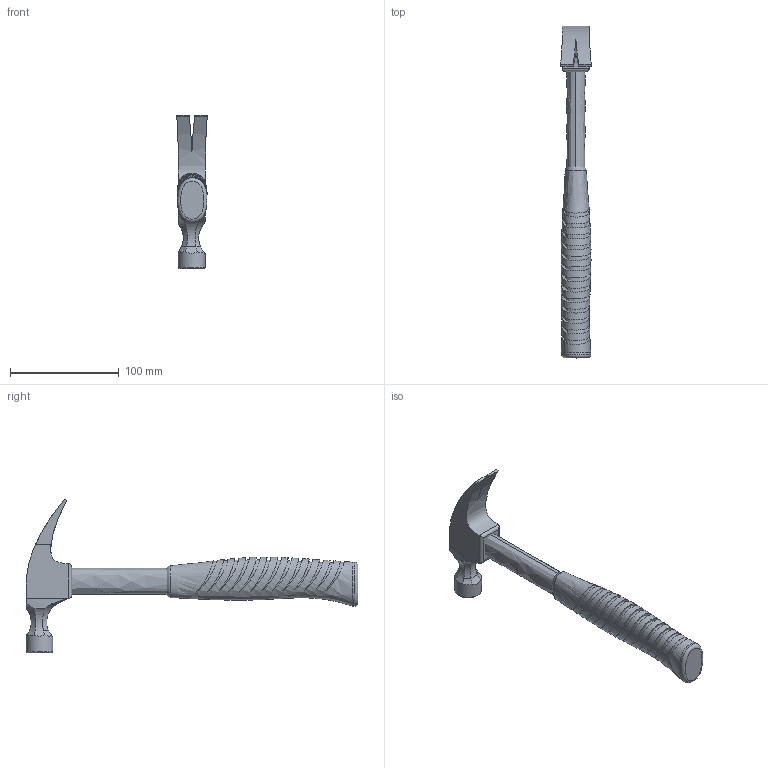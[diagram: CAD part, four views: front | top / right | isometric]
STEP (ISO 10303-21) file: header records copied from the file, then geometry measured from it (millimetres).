
FILE_DESCRIPTION(('HOOPS Exchange Step'),'2;1');
FILE_NAME('temp.step','2018-09-18T17:38:13+02:00',('mobile'),('Shapr3D Limited'),'HOOPS Exchange 2018.0','Shapr3D','Authorized');
FILE_SCHEMA( ('AP203_CONFIGURATION_CONTROLLED_3D_DESIGN_OF_MECHANICAL_PARTS_AND_ASSEMBLIES_MIM_LF') );
Length unit declared in the file: millimetre
Products named in the file (1): temp.x_b
Bounding box: 28.21 x 305.86 x 141.14 mm (x, y, z)
Volume: 389747.8 mm3; surface area: 88876 mm2
Topology: 4 solids, 4 shells, 71 faces, 184 edges, 121 vertices
Faces by surface type: bspline 54, plane 11, cylinder 5, torus 1
Full cylindrical faces by diameter (mm): 24.8 x1
Entity records: 20932 total; most frequent: CARTESIAN_POINT 19588, ORIENTED_EDGE 368, EDGE_CURVE 184, B_SPLINE_CURVE_WITH_KNOTS 139, VERTEX_POINT 121, DIRECTION 88, EDGE_LOOP 71, FACE_BOUND 71
